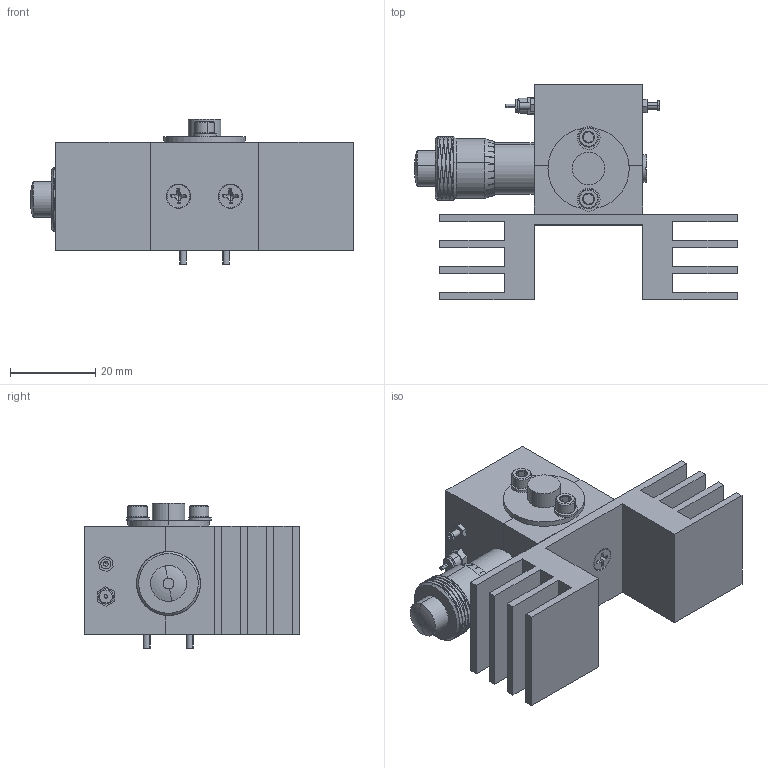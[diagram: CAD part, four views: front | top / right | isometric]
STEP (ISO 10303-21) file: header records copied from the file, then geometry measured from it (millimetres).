
FILE_DESCRIPTION (( 'STEP AP203' ), '1' );
FILE_NAME ('SOM-79302313-10-M1.STEP', '2019-03-23T00:32:36', ( '' ), ( '' ), 'SwSTEP 2.0', 'SolidWorks 2016', '' );
FILE_SCHEMA (( 'CONFIG_CONTROL_DESIGN' ));
Products named in the file (1): SOM-79302313-10-M1
Bounding box: 75.71 x 50.55 x 34.1 mm (x, y, z)
Volume: 37414.1 mm3; surface area: 26472.9 mm2
Topology: 26 solids, 26 shells, 1300 faces, 3470 edges, 2232 vertices
Faces by surface type: cylinder 510, plane 436, cone 209, bspline 141, torus 4
Entity records: 58933 total; most frequent: CARTESIAN_POINT 29957, ORIENTED_EDGE 6832, DIRECTION 5192, EDGE_CURVE 3416, VERTEX_POINT 2232, AXIS2_PLACEMENT_3D 1909, EDGE_LOOP 1392, LINE 1374
